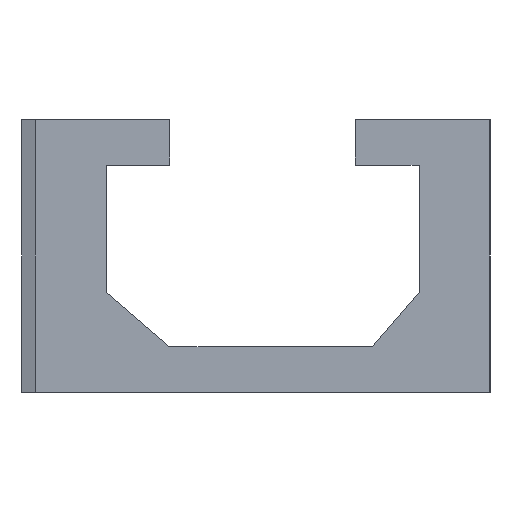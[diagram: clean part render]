
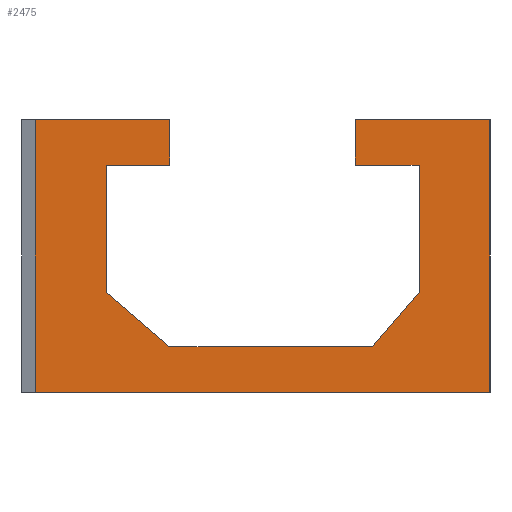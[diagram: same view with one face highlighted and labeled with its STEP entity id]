
A CAD part, left-side view. The second image highlights one B-rep face of the part: STEP entity #2475.
In plain terms, the highlighted planar face has unit normal (-1, 0, 0).
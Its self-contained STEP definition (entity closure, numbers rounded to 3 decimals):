
#55 = ORIENTED_EDGE ( 'NONE', *, *, #2687, .T. ) ;
#72 = DIRECTION ( 'NONE',  ( 0., 0., -1. ) ) ;
#129 = EDGE_CURVE ( 'NONE', #3484, #3059, #854, .T. ) ;
#135 = DIRECTION ( 'NONE',  ( 0., 1., 0. ) ) ;
#166 = CARTESIAN_POINT ( 'NONE',  ( -20., -6.836, 0. ) ) ;
#176 = VERTEX_POINT ( 'NONE', #893 ) ;
#196 = VERTEX_POINT ( 'NONE', #1758 ) ;
#273 = CARTESIAN_POINT ( 'NONE',  ( -20., 0., -12.5 ) ) ;
#307 = ORIENTED_EDGE ( 'NONE', *, *, #2469, .F. ) ;
#394 = LINE ( 'NONE', #1845, #2580 ) ;
#444 = VECTOR ( 'NONE', #1378, 1000. ) ;
#449 = ORIENTED_EDGE ( 'NONE', *, *, #1907, .F. ) ;
#526 = VECTOR ( 'NONE', #995, 1000. ) ;
#577 = CARTESIAN_POINT ( 'NONE',  ( -20., -10.653, -9.131 ) ) ;
#618 = VERTEX_POINT ( 'NONE', #2890 ) ;
#638 = CARTESIAN_POINT ( 'NONE',  ( -20., 6.864, 0. ) ) ;
#639 = CARTESIAN_POINT ( 'NONE',  ( -20., -7.765, -12.5 ) ) ;
#654 = LINE ( 'NONE', #3310, #778 ) ;
#663 = EDGE_CURVE ( 'NONE', #1592, #3484, #2327, .T. ) ;
#666 = CARTESIAN_POINT ( 'NONE',  ( -20., 3.364, -12.5 ) ) ;
#706 = VECTOR ( 'NONE', #1477, 1000. ) ;
#743 = EDGE_CURVE ( 'NONE', #2456, #830, #654, .T. ) ;
#745 = LINE ( 'NONE', #1894, #2925 ) ;
#766 = VERTEX_POINT ( 'NONE', #2118 ) ;
#772 = LINE ( 'NONE', #1924, #2202 ) ;
#778 = VECTOR ( 'NONE', #1248, 1000. ) ;
#830 = VERTEX_POINT ( 'NONE', #1658 ) ;
#854 = LINE ( 'NONE', #273, #896 ) ;
#867 = VECTOR ( 'NONE', #2119, 1000. ) ;
#893 = CARTESIAN_POINT ( 'NONE',  ( -20., -6.836, -2.5 ) ) ;
#894 = CARTESIAN_POINT ( 'NONE',  ( -20., -14.236, -15. ) ) ;
#896 = VECTOR ( 'NONE', #1741, 1000. ) ;
#899 = VERTEX_POINT ( 'NONE', #3645 ) ;
#988 = VERTEX_POINT ( 'NONE', #1452 ) ;
#995 = DIRECTION ( 'NONE',  ( 0., -1., 0. ) ) ;
#1180 = VERTEX_POINT ( 'NONE', #2978 ) ;
#1184 = EDGE_CURVE ( 'NONE', #766, #2886, #394, .T. ) ;
#1245 = CARTESIAN_POINT ( 'NONE',  ( -20., 0., 0. ) ) ;
#1248 = DIRECTION ( 'NONE',  ( 0., 0., -1. ) ) ;
#1340 = EDGE_CURVE ( 'NONE', #196, #3281, #1423, .T. ) ;
#1365 = ORIENTED_EDGE ( 'NONE', *, *, #2215, .T. ) ;
#1378 = DIRECTION ( 'NONE',  ( 0., -1., 0. ) ) ;
#1415 = EDGE_CURVE ( 'NONE', #766, #3281, #2005, .T. ) ;
#1423 = LINE ( 'NONE', #3588, #526 ) ;
#1440 = EDGE_LOOP ( 'NONE', ( #2131, #2650, #55, #2949, #3682, #1466, #1365, #2242, #449, #1557, #1467, #307, #3717, #3089 ) ) ;
#1452 = CARTESIAN_POINT ( 'NONE',  ( -20., 6.864, -9.5 ) ) ;
#1465 = EDGE_CURVE ( 'NONE', #618, #988, #2652, .T. ) ;
#1466 = ORIENTED_EDGE ( 'NONE', *, *, #1184, .T. ) ;
#1467 = ORIENTED_EDGE ( 'NONE', *, *, #129, .T. ) ;
#1477 = DIRECTION ( 'NONE',  ( 0., 0.651, -0.759 ) ) ;
#1479 = AXIS2_PLACEMENT_3D ( 'NONE', #1677, #2477, #1882 ) ;
#1540 = DIRECTION ( 'NONE',  ( 0., 1., 0. ) ) ;
#1548 = DIRECTION ( 'NONE',  ( 0., 0., -1. ) ) ;
#1557 = ORIENTED_EDGE ( 'NONE', *, *, #663, .T. ) ;
#1592 = VERTEX_POINT ( 'NONE', #3544 ) ;
#1601 = CARTESIAN_POINT ( 'NONE',  ( -20., 0., -2.5 ) ) ;
#1647 = VECTOR ( 'NONE', #72, 1000. ) ;
#1658 = CARTESIAN_POINT ( 'NONE',  ( -20., 3.364, -2.5 ) ) ;
#1677 = CARTESIAN_POINT ( 'NONE',  ( -20., 0., 0. ) ) ;
#1741 = DIRECTION ( 'NONE',  ( 0., 1., 0. ) ) ;
#1758 = CARTESIAN_POINT ( 'NONE',  ( -20., 10.764, -15. ) ) ;
#1845 = CARTESIAN_POINT ( 'NONE',  ( -20., 0., 0. ) ) ;
#1882 = DIRECTION ( 'NONE',  ( 0., 0., 1. ) ) ;
#1894 = CARTESIAN_POINT ( 'NONE',  ( -20., -6.836, 0. ) ) ;
#1907 = EDGE_CURVE ( 'NONE', #1592, #899, #3256, .T. ) ;
#1912 = DIRECTION ( 'NONE',  ( 0., 0., -1. ) ) ;
#1924 = CARTESIAN_POINT ( 'NONE',  ( -20., 7.601, -8.868 ) ) ;
#2005 = LINE ( 'NONE', #894, #3264 ) ;
#2077 = LINE ( 'NONE', #2433, #2452 ) ;
#2118 = CARTESIAN_POINT ( 'NONE',  ( -20., -14.236, 0. ) ) ;
#2119 = DIRECTION ( 'NONE',  ( 0., 0., 1. ) ) ;
#2131 = ORIENTED_EDGE ( 'NONE', *, *, #743, .F. ) ;
#2141 = VECTOR ( 'NONE', #135, 1000. ) ;
#2189 = DIRECTION ( 'NONE',  ( 0., -0.759, -0.651 ) ) ;
#2202 = VECTOR ( 'NONE', #2189, 1000. ) ;
#2215 = EDGE_CURVE ( 'NONE', #2886, #176, #745, .T. ) ;
#2242 = ORIENTED_EDGE ( 'NONE', *, *, #2446, .T. ) ;
#2327 = LINE ( 'NONE', #577, #706 ) ;
#2388 = LINE ( 'NONE', #2672, #2647 ) ;
#2433 = CARTESIAN_POINT ( 'NONE',  ( -20., 10.764, 0. ) ) ;
#2446 = EDGE_CURVE ( 'NONE', #176, #899, #3346, .T. ) ;
#2452 = VECTOR ( 'NONE', #1548, 1000. ) ;
#2456 = VERTEX_POINT ( 'NONE', #3387 ) ;
#2469 = EDGE_CURVE ( 'NONE', #988, #3059, #772, .T. ) ;
#2475 = ADVANCED_FACE ( 'NONE', ( #2495 ), #3079, .T. ) ;
#2477 = DIRECTION ( 'NONE',  ( -1., 0., 0. ) ) ;
#2495 = FACE_OUTER_BOUND ( 'NONE', #1440, .T. ) ;
#2580 = VECTOR ( 'NONE', #2696, 1000. ) ;
#2647 = VECTOR ( 'NONE', #1540, 1000. ) ;
#2650 = ORIENTED_EDGE ( 'NONE', *, *, #2677, .T. ) ;
#2652 = LINE ( 'NONE', #638, #1647 ) ;
#2668 = CARTESIAN_POINT ( 'NONE',  ( -20., -10.336, 0. ) ) ;
#2672 = CARTESIAN_POINT ( 'NONE',  ( -20., 0., -2.5 ) ) ;
#2677 = EDGE_CURVE ( 'NONE', #2456, #1180, #2720, .T. ) ;
#2687 = EDGE_CURVE ( 'NONE', #1180, #196, #2077, .T. ) ;
#2696 = DIRECTION ( 'NONE',  ( 0., 1., 0. ) ) ;
#2720 = LINE ( 'NONE', #1245, #2141 ) ;
#2886 = VERTEX_POINT ( 'NONE', #166 ) ;
#2890 = CARTESIAN_POINT ( 'NONE',  ( -20., 6.864, -2.5 ) ) ;
#2925 = VECTOR ( 'NONE', #1912, 1000. ) ;
#2949 = ORIENTED_EDGE ( 'NONE', *, *, #1340, .T. ) ;
#2978 = CARTESIAN_POINT ( 'NONE',  ( -20., 10.764, 0. ) ) ;
#3059 = VERTEX_POINT ( 'NONE', #666 ) ;
#3079 = PLANE ( 'NONE',  #1479 ) ;
#3089 = ORIENTED_EDGE ( 'NONE', *, *, #3496, .F. ) ;
#3179 = DIRECTION ( 'NONE',  ( 0., 0., -1. ) ) ;
#3256 = LINE ( 'NONE', #2668, #867 ) ;
#3264 = VECTOR ( 'NONE', #3179, 1000. ) ;
#3281 = VERTEX_POINT ( 'NONE', #3320 ) ;
#3310 = CARTESIAN_POINT ( 'NONE',  ( -20., 3.364, 0. ) ) ;
#3320 = CARTESIAN_POINT ( 'NONE',  ( -20., -14.236, -15. ) ) ;
#3346 = LINE ( 'NONE', #1601, #444 ) ;
#3387 = CARTESIAN_POINT ( 'NONE',  ( -20., 3.364, 0. ) ) ;
#3484 = VERTEX_POINT ( 'NONE', #639 ) ;
#3496 = EDGE_CURVE ( 'NONE', #830, #618, #2388, .T. ) ;
#3544 = CARTESIAN_POINT ( 'NONE',  ( -20., -10.336, -9.5 ) ) ;
#3588 = CARTESIAN_POINT ( 'NONE',  ( -20., 0., -15. ) ) ;
#3645 = CARTESIAN_POINT ( 'NONE',  ( -20., -10.336, -2.5 ) ) ;
#3682 = ORIENTED_EDGE ( 'NONE', *, *, #1415, .F. ) ;
#3717 = ORIENTED_EDGE ( 'NONE', *, *, #1465, .F. ) ;
